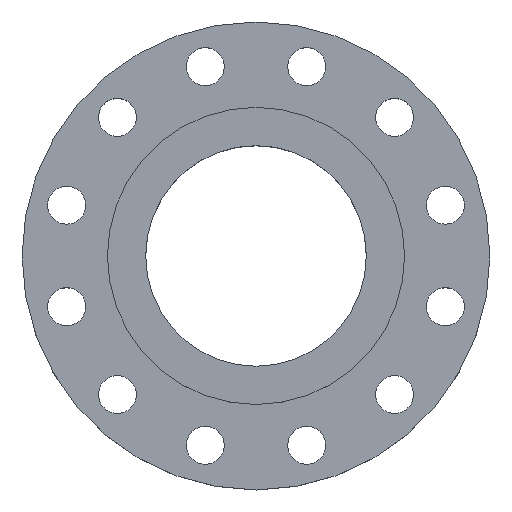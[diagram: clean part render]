
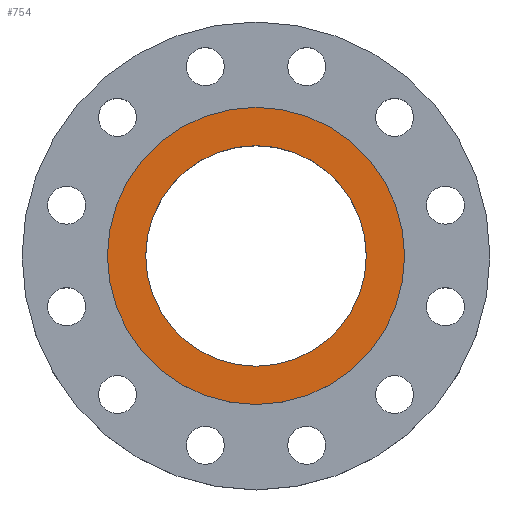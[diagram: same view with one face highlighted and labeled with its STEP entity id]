
A CAD part, top view. The second image highlights one B-rep face of the part: STEP entity #754.
In plain terms, the highlighted planar face has unit normal (0, 0, 1).
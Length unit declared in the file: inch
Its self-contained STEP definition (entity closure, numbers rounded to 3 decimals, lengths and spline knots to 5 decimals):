
#20 = AXIS2_PLACEMENT_3D ( 'NONE', #1182, #1252, #1264 ) ;
#46 = AXIS2_PLACEMENT_3D ( 'NONE', #1078, #197, #1179 ) ;
#96 = VERTEX_POINT ( 'NONE', #972 ) ;
#110 = CARTESIAN_POINT ( 'NONE',  ( -4.36, 0., 0. ) ) ;
#183 = FACE_BOUND ( 'NONE', #962, .T. ) ;
#194 = EDGE_CURVE ( 'NONE', #250, #847, #720, .T. ) ;
#196 = AXIS2_PLACEMENT_3D ( 'NONE', #702, #506, #1108 ) ;
#197 = DIRECTION ( 'NONE',  ( 0., 0., 1. ) ) ;
#239 = AXIS2_PLACEMENT_3D ( 'NONE', #1281, #1211, #993 ) ;
#250 = VERTEX_POINT ( 'NONE', #1207 ) ;
#285 = EDGE_CURVE ( 'NONE', #881, #96, #1247, .T. ) ;
#334 = ORIENTED_EDGE ( 'NONE', *, *, #285, .F. ) ;
#351 = EDGE_CURVE ( 'NONE', #96, #881, #1146, .T. ) ;
#372 = DIRECTION ( 'NONE',  ( 0., 0., 1. ) ) ;
#506 = DIRECTION ( 'NONE',  ( 0., 0., 1. ) ) ;
#549 = DIRECTION ( 'NONE',  ( 1., 0., 0. ) ) ;
#551 = CIRCLE ( 'NONE', #20, 5.875 ) ;
#602 = PLANE ( 'NONE',  #239 ) ;
#618 = CARTESIAN_POINT ( 'NONE',  ( 5.875, 0., 0. ) ) ;
#664 = ORIENTED_EDGE ( 'NONE', *, *, #351, .F. ) ;
#666 = EDGE_CURVE ( 'NONE', #847, #250, #551, .T. ) ;
#702 = CARTESIAN_POINT ( 'NONE',  ( 0., 0., 0. ) ) ;
#720 = CIRCLE ( 'NONE', #852, 5.875 ) ;
#754 = ADVANCED_FACE ( 'NONE', ( #183, #1215 ), #602, .T. ) ;
#847 = VERTEX_POINT ( 'NONE', #618 ) ;
#852 = AXIS2_PLACEMENT_3D ( 'NONE', #1266, #372, #549 ) ;
#881 = VERTEX_POINT ( 'NONE', #110 ) ;
#962 = EDGE_LOOP ( 'NONE', ( #664, #334 ) ) ;
#972 = CARTESIAN_POINT ( 'NONE',  ( 4.36, 0., 0. ) ) ;
#993 = DIRECTION ( 'NONE',  ( 1., 0., 0. ) ) ;
#1039 = ORIENTED_EDGE ( 'NONE', *, *, #194, .T. ) ;
#1051 = EDGE_LOOP ( 'NONE', ( #1225, #1039 ) ) ;
#1078 = CARTESIAN_POINT ( 'NONE',  ( 0., 0., 0. ) ) ;
#1108 = DIRECTION ( 'NONE',  ( 1., 0., 0. ) ) ;
#1146 = CIRCLE ( 'NONE', #196, 4.36 ) ;
#1179 = DIRECTION ( 'NONE',  ( 1., 0., 0. ) ) ;
#1182 = CARTESIAN_POINT ( 'NONE',  ( 0., 0., 0. ) ) ;
#1207 = CARTESIAN_POINT ( 'NONE',  ( -5.875, 0., 0. ) ) ;
#1211 = DIRECTION ( 'NONE',  ( 0., 0., 1. ) ) ;
#1215 = FACE_OUTER_BOUND ( 'NONE', #1051, .T. ) ;
#1225 = ORIENTED_EDGE ( 'NONE', *, *, #666, .T. ) ;
#1247 = CIRCLE ( 'NONE', #46, 4.36 ) ;
#1252 = DIRECTION ( 'NONE',  ( 0., 0., 1. ) ) ;
#1264 = DIRECTION ( 'NONE',  ( 1., 0., 0. ) ) ;
#1266 = CARTESIAN_POINT ( 'NONE',  ( 0., 0., 0. ) ) ;
#1281 = CARTESIAN_POINT ( 'NONE',  ( 0., 0., 0. ) ) ;
